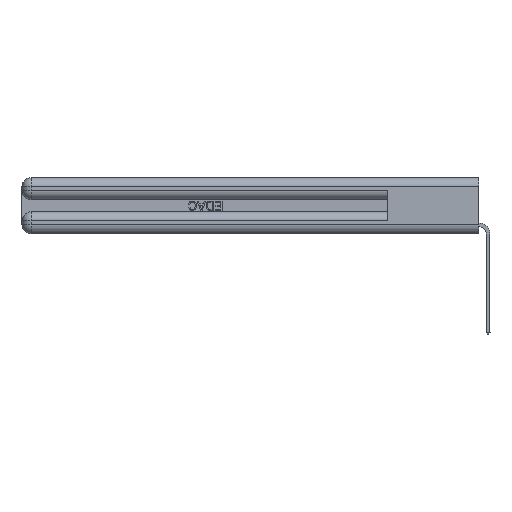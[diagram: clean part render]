
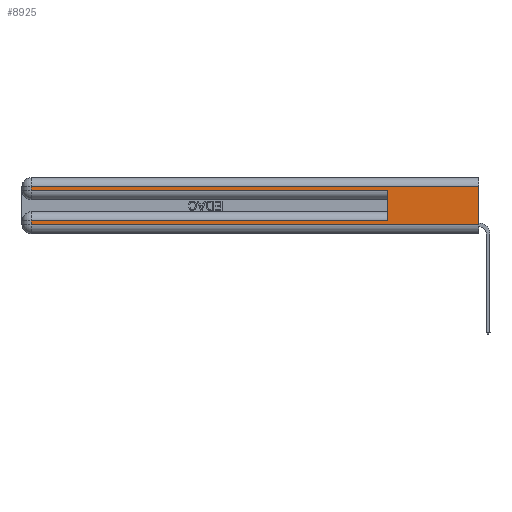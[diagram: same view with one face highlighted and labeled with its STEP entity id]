
A CAD part, left-side view. The second image highlights one B-rep face of the part: STEP entity #8925.
In plain terms, the highlighted planar face has unit normal (-1, 0, 0).
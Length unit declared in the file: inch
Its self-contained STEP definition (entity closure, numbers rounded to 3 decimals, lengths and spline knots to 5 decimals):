
#911 = ORIENTED_EDGE ( 'NONE', *, *, #28672, .T. ) ;
#1445 = EDGE_CURVE ( 'NONE', #11269, #30165, #2143, .T. ) ;
#1889 = DIRECTION ( 'NONE',  ( 0., 0., -1. ) ) ;
#2143 = LINE ( 'NONE', #2228, #23076 ) ;
#2228 = CARTESIAN_POINT ( 'NONE',  ( 0., 0., 0.285 ) ) ;
#2842 = VERTEX_POINT ( 'NONE', #8009 ) ;
#2861 = CARTESIAN_POINT ( 'NONE',  ( 0., 0., 0.31 ) ) ;
#3133 = CARTESIAN_POINT ( 'NONE',  ( 0., 2.94, 0.31 ) ) ;
#3793 = DIRECTION ( 'NONE',  ( 1., 0., 0. ) ) ;
#4762 = DIRECTION ( 'NONE',  ( 0., 1., 0. ) ) ;
#5317 = EDGE_LOOP ( 'NONE', ( #32143, #14657, #911, #12020, #15146, #23417, #28951, #20740 ) ) ;
#5935 = DIRECTION ( 'NONE',  ( 0., -1., 0. ) ) ;
#7119 = AXIS2_PLACEMENT_3D ( 'NONE', #19494, #3793, #22127 ) ;
#7810 = VERTEX_POINT ( 'NONE', #22303 ) ;
#8009 = CARTESIAN_POINT ( 'NONE',  ( 0., 0., 0.06 ) ) ;
#8085 = EDGE_CURVE ( 'NONE', #15080, #2842, #12430, .T. ) ;
#8821 = VECTOR ( 'NONE', #13319, 39.37008 ) ;
#8925 = ADVANCED_FACE ( 'NONE', ( #25467 ), #14204, .F. ) ;
#10335 = CARTESIAN_POINT ( 'NONE',  ( 0., 0., 0.37 ) ) ;
#11269 = VERTEX_POINT ( 'NONE', #19835 ) ;
#11379 = VECTOR ( 'NONE', #5935, 39.37008 ) ;
#12020 = ORIENTED_EDGE ( 'NONE', *, *, #1445, .T. ) ;
#12430 = LINE ( 'NONE', #10335, #30739 ) ;
#12837 = DIRECTION ( 'NONE',  ( 0., 0., -1. ) ) ;
#13245 = LINE ( 'NONE', #28221, #17776 ) ;
#13319 = DIRECTION ( 'NONE',  ( 0., 1., 0. ) ) ;
#13455 = CARTESIAN_POINT ( 'NONE',  ( 0., 2.94, 0.085 ) ) ;
#14204 = PLANE ( 'NONE',  #7119 ) ;
#14226 = VECTOR ( 'NONE', #15709, 39.37008 ) ;
#14528 = EDGE_CURVE ( 'NONE', #15110, #27007, #15800, .T. ) ;
#14657 = ORIENTED_EDGE ( 'NONE', *, *, #15823, .T. ) ;
#14816 = LINE ( 'NONE', #22883, #27827 ) ;
#15080 = VERTEX_POINT ( 'NONE', #2861 ) ;
#15110 = VERTEX_POINT ( 'NONE', #16057 ) ;
#15146 = ORIENTED_EDGE ( 'NONE', *, *, #31865, .F. ) ;
#15709 = DIRECTION ( 'NONE',  ( 0., 0., 1. ) ) ;
#15800 = LINE ( 'NONE', #28441, #8821 ) ;
#15823 = EDGE_CURVE ( 'NONE', #15080, #19513, #25896, .T. ) ;
#16057 = CARTESIAN_POINT ( 'NONE',  ( 0., 0.6, 0.085 ) ) ;
#17557 = LINE ( 'NONE', #19013, #11379 ) ;
#17776 = VECTOR ( 'NONE', #30805, 39.37008 ) ;
#19013 = CARTESIAN_POINT ( 'NONE',  ( 0., 0., 0.06 ) ) ;
#19021 = VECTOR ( 'NONE', #4762, 39.37008 ) ;
#19494 = CARTESIAN_POINT ( 'NONE',  ( 0., 0., 0.37 ) ) ;
#19513 = VERTEX_POINT ( 'NONE', #3133 ) ;
#19835 = CARTESIAN_POINT ( 'NONE',  ( 0., 2.94, 0.285 ) ) ;
#20581 = DIRECTION ( 'NONE',  ( 0., -1., 0. ) ) ;
#20740 = ORIENTED_EDGE ( 'NONE', *, *, #26206, .T. ) ;
#22030 = LINE ( 'NONE', #28748, #14226 ) ;
#22127 = DIRECTION ( 'NONE',  ( 0., 0., -1. ) ) ;
#22303 = CARTESIAN_POINT ( 'NONE',  ( 0., 2.94, 0.06 ) ) ;
#22883 = CARTESIAN_POINT ( 'NONE',  ( 0., 2.94, 0.37 ) ) ;
#23076 = VECTOR ( 'NONE', #20581, 39.37008 ) ;
#23417 = ORIENTED_EDGE ( 'NONE', *, *, #14528, .T. ) ;
#24279 = CARTESIAN_POINT ( 'NONE',  ( 0., 0.6, 0.285 ) ) ;
#25467 = FACE_OUTER_BOUND ( 'NONE', #5317, .T. ) ;
#25682 = CARTESIAN_POINT ( 'NONE',  ( 0., 0., 0.31 ) ) ;
#25896 = LINE ( 'NONE', #25682, #19021 ) ;
#26206 = EDGE_CURVE ( 'NONE', #7810, #2842, #17557, .T. ) ;
#27007 = VERTEX_POINT ( 'NONE', #13455 ) ;
#27454 = EDGE_CURVE ( 'NONE', #27007, #7810, #13245, .T. ) ;
#27827 = VECTOR ( 'NONE', #1889, 39.37008 ) ;
#28221 = CARTESIAN_POINT ( 'NONE',  ( 0., 2.94, 0.37 ) ) ;
#28441 = CARTESIAN_POINT ( 'NONE',  ( 0., 0., 0.085 ) ) ;
#28672 = EDGE_CURVE ( 'NONE', #19513, #11269, #14816, .T. ) ;
#28748 = CARTESIAN_POINT ( 'NONE',  ( 0., 0.6, 0.145 ) ) ;
#28951 = ORIENTED_EDGE ( 'NONE', *, *, #27454, .T. ) ;
#30165 = VERTEX_POINT ( 'NONE', #24279 ) ;
#30739 = VECTOR ( 'NONE', #12837, 39.37008 ) ;
#30805 = DIRECTION ( 'NONE',  ( 0., 0., -1. ) ) ;
#31865 = EDGE_CURVE ( 'NONE', #15110, #30165, #22030, .T. ) ;
#32143 = ORIENTED_EDGE ( 'NONE', *, *, #8085, .F. ) ;
